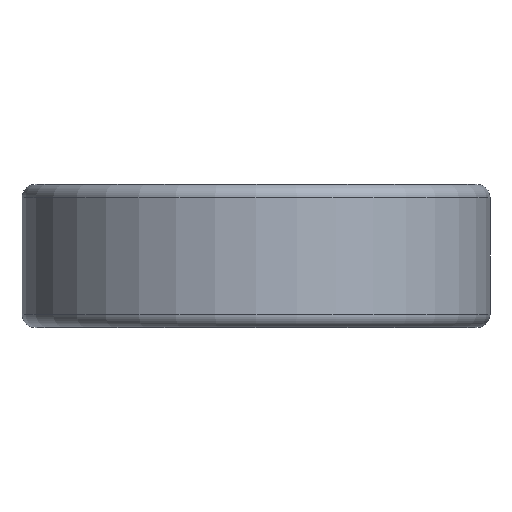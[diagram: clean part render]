
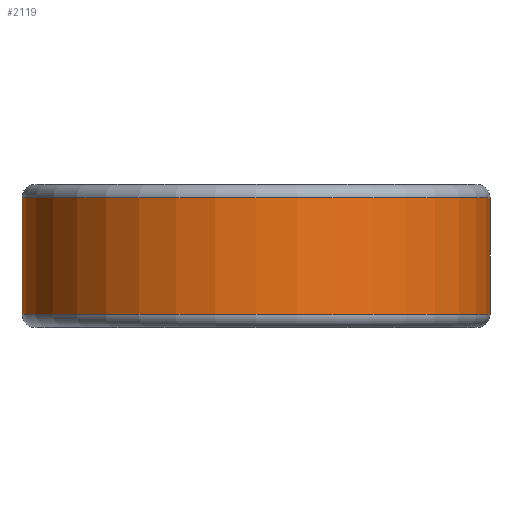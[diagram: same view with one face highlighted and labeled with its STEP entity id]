
A CAD part, front view. The second image highlights one B-rep face of the part: STEP entity #2119.
In plain terms, the highlighted cylindrical face has radius 36 mm (diameter 72 mm), a partial arc.
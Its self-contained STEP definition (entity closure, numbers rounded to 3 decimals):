
#24 = EDGE_CURVE ( 'NONE', #1232, #2557, #297, .T. ) ;
#55 = CARTESIAN_POINT ( 'NONE',  ( 36., 0., 22. ) ) ;
#72 = AXIS2_PLACEMENT_3D ( 'NONE', #2781, #406, #2093 ) ;
#95 = ORIENTED_EDGE ( 'NONE', *, *, #953, .T. ) ;
#297 = CIRCLE ( 'NONE', #479, 36. ) ;
#304 = VECTOR ( 'NONE', #2659, 1000. ) ;
#406 = DIRECTION ( 'NONE',  ( 0., 0., -1. ) ) ;
#452 = CARTESIAN_POINT ( 'NONE',  ( -36., 0., 22. ) ) ;
#479 = AXIS2_PLACEMENT_3D ( 'NONE', #2360, #997, #1870 ) ;
#637 = ORIENTED_EDGE ( 'NONE', *, *, #1430, .T. ) ;
#642 = ORIENTED_EDGE ( 'NONE', *, *, #24, .T. ) ;
#668 = EDGE_LOOP ( 'NONE', ( #1939, #642, #95, #637 ) ) ;
#850 = CARTESIAN_POINT ( 'NONE',  ( -36., 0., 20. ) ) ;
#932 = EDGE_CURVE ( 'NONE', #1232, #1957, #1091, .T. ) ;
#953 = EDGE_CURVE ( 'NONE', #2557, #1078, #1325, .T. ) ;
#997 = DIRECTION ( 'NONE',  ( 0., 0., -1. ) ) ;
#1078 = VERTEX_POINT ( 'NONE', #2041 ) ;
#1091 = LINE ( 'NONE', #55, #2520 ) ;
#1117 = DIRECTION ( 'NONE',  ( 1., 0., 0. ) ) ;
#1121 = AXIS2_PLACEMENT_3D ( 'NONE', #1552, #2592, #1117 ) ;
#1231 = FACE_OUTER_BOUND ( 'NONE', #668, .T. ) ;
#1232 = VERTEX_POINT ( 'NONE', #2595 ) ;
#1325 = LINE ( 'NONE', #452, #304 ) ;
#1430 = EDGE_CURVE ( 'NONE', #1078, #1957, #1487, .T. ) ;
#1487 = CIRCLE ( 'NONE', #1121, 36. ) ;
#1552 = CARTESIAN_POINT ( 'NONE',  ( 0., 0., 2. ) ) ;
#1666 = CYLINDRICAL_SURFACE ( 'NONE', #72, 36. ) ;
#1870 = DIRECTION ( 'NONE',  ( 1., 0., 0. ) ) ;
#1939 = ORIENTED_EDGE ( 'NONE', *, *, #932, .F. ) ;
#1957 = VERTEX_POINT ( 'NONE', #2756 ) ;
#2041 = CARTESIAN_POINT ( 'NONE',  ( -36., 0., 2. ) ) ;
#2093 = DIRECTION ( 'NONE',  ( -1., 0., 0. ) ) ;
#2119 = ADVANCED_FACE ( 'NONE', ( #1231 ), #1666, .T. ) ;
#2183 = DIRECTION ( 'NONE',  ( 0., 0., -1. ) ) ;
#2360 = CARTESIAN_POINT ( 'NONE',  ( 0., 0., 20. ) ) ;
#2520 = VECTOR ( 'NONE', #2183, 1000. ) ;
#2557 = VERTEX_POINT ( 'NONE', #850 ) ;
#2592 = DIRECTION ( 'NONE',  ( 0., 0., 1. ) ) ;
#2595 = CARTESIAN_POINT ( 'NONE',  ( 36., 0., 20. ) ) ;
#2659 = DIRECTION ( 'NONE',  ( 0., 0., -1. ) ) ;
#2756 = CARTESIAN_POINT ( 'NONE',  ( 36., 0., 2. ) ) ;
#2781 = CARTESIAN_POINT ( 'NONE',  ( 0., 0., 22. ) ) ;
